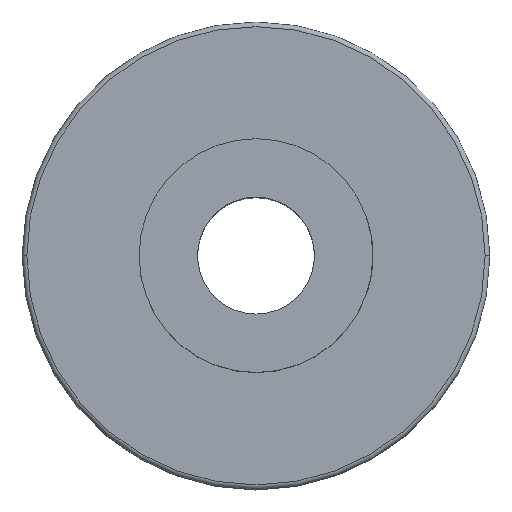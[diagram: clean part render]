
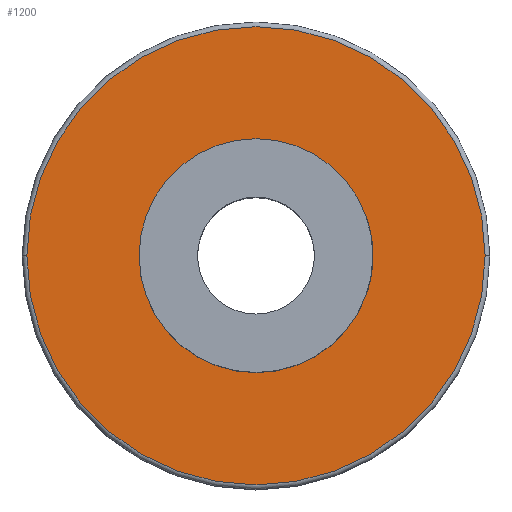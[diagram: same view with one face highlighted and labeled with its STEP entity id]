
A CAD part, top view. The second image highlights one B-rep face of the part: STEP entity #1200.
In plain terms, the highlighted planar face has unit normal (0, 0, 1).
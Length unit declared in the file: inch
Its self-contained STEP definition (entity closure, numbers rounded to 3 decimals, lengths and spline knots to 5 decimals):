
#1024 = EDGE_LOOP ( 'NONE', ( #3708, #3757 ) ) ;
#1123 = EDGE_LOOP ( 'NONE', ( #3707, #3831 ) ) ;
#1200 = ADVANCED_FACE ( 'NONE', ( #3660, #3850 ), #1731, .T. ) ;
#1414 = DIRECTION ( 'NONE',  ( 0., 0., 1. ) ) ;
#1420 = CARTESIAN_POINT ( 'NONE',  ( 0., 0., 0.5 ) ) ;
#1421 = DIRECTION ( 'NONE',  ( 1., 0., 0. ) ) ;
#1588 = VERTEX_POINT ( 'NONE', #3047 ) ;
#1589 = VERTEX_POINT ( 'NONE', #2774 ) ;
#1593 = VERTEX_POINT ( 'NONE', #2771 ) ;
#1620 = VERTEX_POINT ( 'NONE', #2748 ) ;
#1727 = DIRECTION ( 'NONE',  ( 1., 0., 0. ) ) ;
#1728 = DIRECTION ( 'NONE',  ( 0., 0., 1. ) ) ;
#1731 = PLANE ( 'NONE',  #2475 ) ;
#1732 = CARTESIAN_POINT ( 'NONE',  ( 0., 0., 0.5 ) ) ;
#1854 = DIRECTION ( 'NONE',  ( 1., 0., 0. ) ) ;
#1856 = DIRECTION ( 'NONE',  ( 0., 0., 1. ) ) ;
#1868 = CARTESIAN_POINT ( 'NONE',  ( 0., 0., 0.5 ) ) ;
#1888 = DIRECTION ( 'NONE',  ( 1., 0., 0. ) ) ;
#1889 = DIRECTION ( 'NONE',  ( 0., 0., 1. ) ) ;
#1890 = CARTESIAN_POINT ( 'NONE',  ( 0., 0., 0.5 ) ) ;
#1900 = DIRECTION ( 'NONE',  ( 1., 0., 0. ) ) ;
#1901 = DIRECTION ( 'NONE',  ( 0., 0., 1. ) ) ;
#1903 = CARTESIAN_POINT ( 'NONE',  ( 0., 0., 0.5 ) ) ;
#2447 = AXIS2_PLACEMENT_3D ( 'NONE', #1868, #1856, #1854 ) ;
#2457 = EDGE_CURVE ( 'NONE', #1620, #1593, #3813, .T. ) ;
#2462 = AXIS2_PLACEMENT_3D ( 'NONE', #1420, #1414, #1421 ) ;
#2475 = AXIS2_PLACEMENT_3D ( 'NONE', #1732, #1728, #1727 ) ;
#2507 = EDGE_CURVE ( 'NONE', #1589, #1588, #3845, .T. ) ;
#2509 = EDGE_CURVE ( 'NONE', #1588, #1589, #3835, .T. ) ;
#2524 = AXIS2_PLACEMENT_3D ( 'NONE', #1890, #1889, #1888 ) ;
#2531 = AXIS2_PLACEMENT_3D ( 'NONE', #1903, #1901, #1900 ) ;
#2590 = EDGE_CURVE ( 'NONE', #1593, #1620, #3724, .T. ) ;
#2748 = CARTESIAN_POINT ( 'NONE',  ( -0.25, 0., 0.5 ) ) ;
#2771 = CARTESIAN_POINT ( 'NONE',  ( 0.25, 0., 0.5 ) ) ;
#2774 = CARTESIAN_POINT ( 'NONE',  ( 0.49, 0., 0.5 ) ) ;
#3047 = CARTESIAN_POINT ( 'NONE',  ( -0.49, 0., 0.5 ) ) ;
#3660 = FACE_OUTER_BOUND ( 'NONE', #1024, .T. ) ;
#3707 = ORIENTED_EDGE ( 'NONE', *, *, #2457, .F. ) ;
#3708 = ORIENTED_EDGE ( 'NONE', *, *, #2507, .T. ) ;
#3724 = CIRCLE ( 'NONE', #2462, 0.25 ) ;
#3757 = ORIENTED_EDGE ( 'NONE', *, *, #2509, .T. ) ;
#3813 = CIRCLE ( 'NONE', #2447, 0.25 ) ;
#3831 = ORIENTED_EDGE ( 'NONE', *, *, #2590, .F. ) ;
#3835 = CIRCLE ( 'NONE', #2524, 0.49 ) ;
#3845 = CIRCLE ( 'NONE', #2531, 0.49 ) ;
#3850 = FACE_BOUND ( 'NONE', #1123, .T. ) ;
